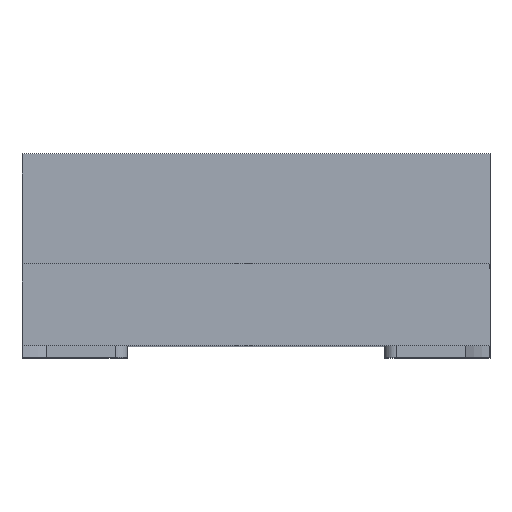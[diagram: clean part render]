
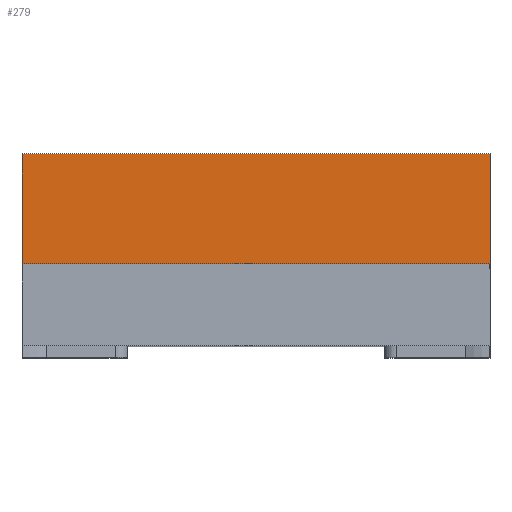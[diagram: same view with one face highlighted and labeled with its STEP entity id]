
A CAD part, top view. The second image highlights one B-rep face of the part: STEP entity #279.
In plain terms, the highlighted planar face has unit normal (0, 0, 1).
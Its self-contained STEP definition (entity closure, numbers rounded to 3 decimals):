
#63 = DIRECTION ( 'NONE',  ( 1., 0., 0. ) ) ;
#147 = CARTESIAN_POINT ( 'NONE',  ( 1., 0.4, 1. ) ) ;
#217 = VECTOR ( 'NONE', #63, 1000. ) ;
#279 = ADVANCED_FACE ( 'NONE', ( #2334 ), #2911, .F. ) ;
#308 = DIRECTION ( 'NONE',  ( 0., -1., 0. ) ) ;
#712 = AXIS2_PLACEMENT_3D ( 'NONE', #948, #3571, #1237 ) ;
#716 = DIRECTION ( 'NONE',  ( 0., -1., 0. ) ) ;
#760 = EDGE_CURVE ( 'NONE', #2401, #3726, #3411, .T. ) ;
#880 = VECTOR ( 'NONE', #308, 1000. ) ;
#948 = CARTESIAN_POINT ( 'NONE',  ( -1., 4.568, 1. ) ) ;
#1130 = LINE ( 'NONE', #2972, #217 ) ;
#1237 = DIRECTION ( 'NONE',  ( -1., 0., 0. ) ) ;
#1349 = VECTOR ( 'NONE', #716, 1000. ) ;
#1395 = CARTESIAN_POINT ( 'NONE',  ( -1., 4.568, 1. ) ) ;
#1557 = CARTESIAN_POINT ( 'NONE',  ( 1., 0.87, 1. ) ) ;
#1613 = DIRECTION ( 'NONE',  ( 1., 0., 0. ) ) ;
#1622 = CARTESIAN_POINT ( 'NONE',  ( -1., 0.87, 1. ) ) ;
#1648 = VERTEX_POINT ( 'NONE', #1557 ) ;
#1768 = LINE ( 'NONE', #1395, #1349 ) ;
#1954 = ORIENTED_EDGE ( 'NONE', *, *, #760, .T. ) ;
#2104 = ORIENTED_EDGE ( 'NONE', *, *, #3470, .F. ) ;
#2131 = EDGE_CURVE ( 'NONE', #4031, #2401, #1768, .T. ) ;
#2334 = FACE_OUTER_BOUND ( 'NONE', #2571, .T. ) ;
#2401 = VERTEX_POINT ( 'NONE', #3165 ) ;
#2536 = VECTOR ( 'NONE', #1613, 1000. ) ;
#2553 = ORIENTED_EDGE ( 'NONE', *, *, #2642, .F. ) ;
#2565 = CARTESIAN_POINT ( 'NONE',  ( -1., 0.4, 1. ) ) ;
#2571 = EDGE_LOOP ( 'NONE', ( #2553, #3193, #1954, #2104 ) ) ;
#2642 = EDGE_CURVE ( 'NONE', #4031, #1648, #1130, .T. ) ;
#2911 = PLANE ( 'NONE',  #712 ) ;
#2972 = CARTESIAN_POINT ( 'NONE',  ( -1., 0.87, 1. ) ) ;
#3078 = CARTESIAN_POINT ( 'NONE',  ( 1., 4.568, 1. ) ) ;
#3139 = LINE ( 'NONE', #3078, #880 ) ;
#3165 = CARTESIAN_POINT ( 'NONE',  ( -1., 0.4, 1. ) ) ;
#3193 = ORIENTED_EDGE ( 'NONE', *, *, #2131, .T. ) ;
#3411 = LINE ( 'NONE', #2565, #2536 ) ;
#3470 = EDGE_CURVE ( 'NONE', #1648, #3726, #3139, .T. ) ;
#3571 = DIRECTION ( 'NONE',  ( 0., 0., -1. ) ) ;
#3726 = VERTEX_POINT ( 'NONE', #147 ) ;
#4031 = VERTEX_POINT ( 'NONE', #1622 ) ;
